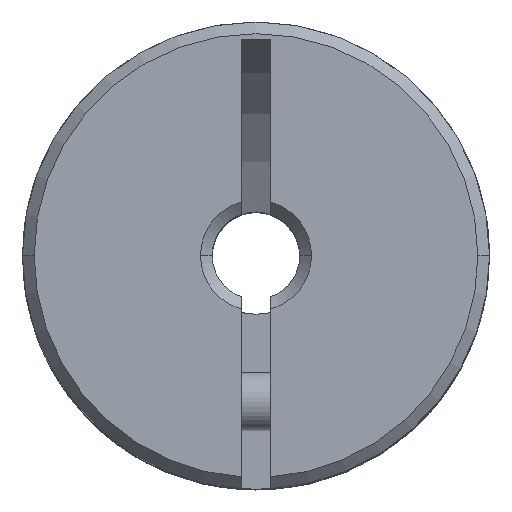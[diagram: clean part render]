
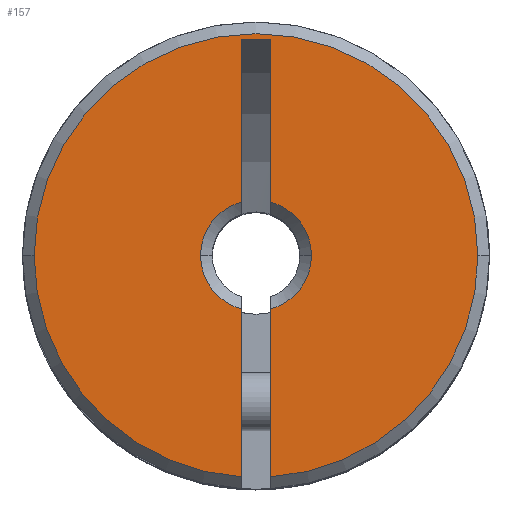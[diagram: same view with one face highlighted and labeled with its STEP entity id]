
A CAD part, top view. The second image highlights one B-rep face of the part: STEP entity #157.
In plain terms, the highlighted planar face has unit normal (0, 0, 1).
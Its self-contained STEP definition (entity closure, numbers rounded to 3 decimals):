
#157=ADVANCED_FACE('',(#404),#405,.F.);
#404=FACE_OUTER_BOUND('',#12818,.T.);
#405=PLANE('',#12819);
#12818=EDGE_LOOP('',(#13760,#13761,#13762,#13763,#13764,#13765,#13766,#13767,#13768,#13769,#13770,#13771));
#12819=AXIS2_PLACEMENT_3D('',#13772,#13773,#13774);
#13760=ORIENTED_EDGE('',*,*,#14145,.T.);
#13761=ORIENTED_EDGE('',*,*,#14162,.F.);
#13762=ORIENTED_EDGE('',*,*,#13838,.F.);
#13763=ORIENTED_EDGE('',*,*,#14118,.T.);
#13764=ORIENTED_EDGE('',*,*,#13855,.F.);
#13765=ORIENTED_EDGE('',*,*,#13859,.F.);
#13766=ORIENTED_EDGE('',*,*,#14161,.F.);
#13767=ORIENTED_EDGE('',*,*,#14156,.T.);
#13768=ORIENTED_EDGE('',*,*,#13898,.F.);
#13769=ORIENTED_EDGE('',*,*,#14160,.F.);
#13770=ORIENTED_EDGE('',*,*,#14139,.T.);
#13771=ORIENTED_EDGE('',*,*,#14142,.T.);
#13772=CARTESIAN_POINT('',(0.0,0.0,25.0));
#13773=DIRECTION('',(0.0,0.0,-1.0));
#13774=DIRECTION('',(-1.0,0.0,0.0));
#13838=EDGE_CURVE('',#14170,#14166,#14172,.T.);
#13855=EDGE_CURVE('',#14204,#14206,#14207,.T.);
#13859=EDGE_CURVE('',#14211,#14204,#14214,.T.);
#13898=EDGE_CURVE('',#14280,#14283,#14284,.T.);
#14118=EDGE_CURVE('',#14170,#14206,#14653,.T.);
#14139=EDGE_CURVE('',#14687,#14685,#14688,.T.);
#14142=EDGE_CURVE('',#14685,#14690,#14692,.T.);
#14145=EDGE_CURVE('',#14690,#14694,#14696,.T.);
#14156=EDGE_CURVE('',#14709,#14283,#14710,.T.);
#14160=EDGE_CURVE('',#14687,#14280,#14714,.T.);
#14161=EDGE_CURVE('',#14709,#14211,#14715,.T.);
#14162=EDGE_CURVE('',#14166,#14694,#14716,.T.);
#14166=VERTEX_POINT('',#14720);
#14170=VERTEX_POINT('',#14725);
#14172=CIRCLE('',#14730,1.9);
#14204=VERTEX_POINT('',#14778);
#14206=VERTEX_POINT('',#14781);
#14207=CIRCLE('',#14782,7.6);
#14211=VERTEX_POINT('',#14787);
#14214=CIRCLE('',#14791,7.6);
#14280=VERTEX_POINT('',#74809);
#14283=VERTEX_POINT('',#74813);
#14284=CIRCLE('',#74814,1.9);
#14653=LINE('',#147533,#147534);
#14685=VERTEX_POINT('',#147588);
#14687=VERTEX_POINT('',#147590);
#14688=LINE('',#147591,#147592);
#14690=VERTEX_POINT('',#147597);
#14692=LINE('',#147599,#147600);
#14694=VERTEX_POINT('',#147611);
#14696=LINE('',#147616,#147617);
#14709=VERTEX_POINT('',#147636);
#14710=LINE('',#147637,#147638);
#14714=CIRCLE('',#147643,1.9);
#14715=CIRCLE('',#147644,7.6);
#14716=CIRCLE('',#147645,1.9);
#14720=CARTESIAN_POINT('',(1.9,0.,25.0));
#14725=CARTESIAN_POINT('',(0.5,-1.833,25.0));
#14730=AXIS2_PLACEMENT_3D('',#147653,#147654,#147655);
#14778=CARTESIAN_POINT('',(7.6,0.,25.0));
#14781=CARTESIAN_POINT('',(0.5,-7.584,25.0));
#14782=AXIS2_PLACEMENT_3D('',#147685,#147686,#147687);
#14787=CARTESIAN_POINT('',(-7.6,0.,25.0));
#14791=AXIS2_PLACEMENT_3D('',#147693,#147694,#147695);
#74809=CARTESIAN_POINT('',(-1.9,0.,25.0));
#74813=CARTESIAN_POINT('',(-0.5,-1.833,25.0));
#74814=AXIS2_PLACEMENT_3D('',#147724,#147725,#147726);
#147533=CARTESIAN_POINT('',(0.5,-1.833,25.0));
#147534=VECTOR('',#148038,5.751);
#147588=CARTESIAN_POINT('',(-0.5,7.392,25.0));
#147590=CARTESIAN_POINT('',(-0.5,1.833,25.0));
#147591=CARTESIAN_POINT('',(-0.5,1.833,25.0));
#147592=VECTOR('',#148076,5.559);
#147597=CARTESIAN_POINT('',(0.5,7.392,25.0));
#147599=CARTESIAN_POINT('',(-0.5,7.392,25.0));
#147600=VECTOR('',#148080,1.0);
#147611=CARTESIAN_POINT('',(0.5,1.833,25.0));
#147616=CARTESIAN_POINT('',(0.5,7.392,25.0));
#147617=VECTOR('',#148081,5.559);
#147636=CARTESIAN_POINT('',(-0.5,-7.584,25.0));
#147637=CARTESIAN_POINT('',(-0.5,-7.584,25.0));
#147638=VECTOR('',#148100,5.751);
#147643=AXIS2_PLACEMENT_3D('',#148108,#148109,#148110);
#147644=AXIS2_PLACEMENT_3D('',#148111,#148112,#148113);
#147645=AXIS2_PLACEMENT_3D('',#148114,#148115,#148116);
#147653=CARTESIAN_POINT('',(0.0,0.0,25.0));
#147654=DIRECTION('',(0.0,0.0,1.0));
#147655=DIRECTION('',(-1.0,0.0,0.0));
#147685=CARTESIAN_POINT('',(0.0,0.0,25.0));
#147686=DIRECTION('',(0.0,0.0,-1.0));
#147687=DIRECTION('',(-1.0,0.0,0.0));
#147693=CARTESIAN_POINT('',(0.0,0.0,25.0));
#147694=DIRECTION('',(0.0,0.0,-1.0));
#147695=DIRECTION('',(-1.0,0.0,0.0));
#147724=CARTESIAN_POINT('',(0.0,0.0,25.0));
#147725=DIRECTION('',(0.0,0.0,1.0));
#147726=DIRECTION('',(-1.0,0.0,0.0));
#148038=DIRECTION('',(0.0,-1.0,0.0));
#148076=DIRECTION('',(0.0,1.0,0.0));
#148080=DIRECTION('',(1.0,0.0,0.0));
#148081=DIRECTION('',(0.0,-1.0,0.0));
#148100=DIRECTION('',(0.0,1.0,0.0));
#148108=CARTESIAN_POINT('',(0.0,0.0,25.0));
#148109=DIRECTION('',(0.0,0.0,1.0));
#148110=DIRECTION('',(-1.0,0.0,0.0));
#148111=CARTESIAN_POINT('',(0.0,0.0,25.0));
#148112=DIRECTION('',(0.0,0.0,-1.0));
#148113=DIRECTION('',(-1.0,0.0,0.0));
#148114=CARTESIAN_POINT('',(0.0,0.0,25.0));
#148115=DIRECTION('',(0.0,0.0,1.0));
#148116=DIRECTION('',(-1.0,0.0,0.0));
